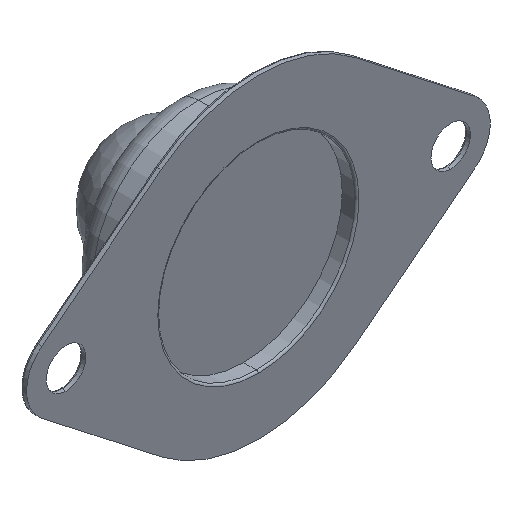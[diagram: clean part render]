
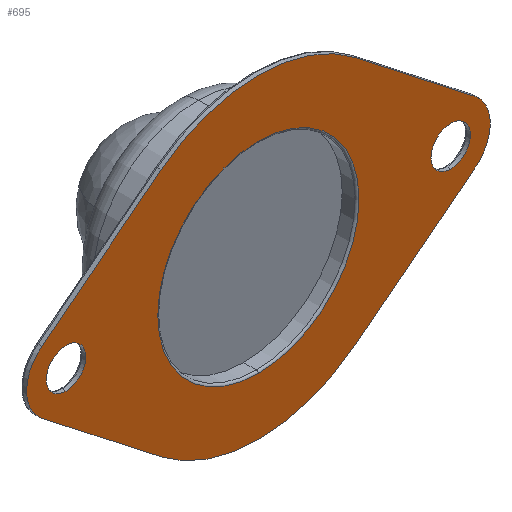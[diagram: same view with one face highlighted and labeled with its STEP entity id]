
A CAD part, isometric view. The second image highlights one B-rep face of the part: STEP entity #695.
In plain terms, the highlighted planar face has unit normal (0, -1, 0).
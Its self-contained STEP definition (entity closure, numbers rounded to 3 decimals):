
#11 = CARTESIAN_POINT ( 'NONE',  ( 19.5, 0., 2. ) ) ;
#45 = CIRCLE ( 'NONE', #673, 2. ) ;
#47 = EDGE_CURVE ( 'NONE', #755, #1300, #108, .T. ) ;
#50 = VERTEX_POINT ( 'NONE', #1334 ) ;
#51 = DIRECTION ( 'NONE',  ( 0., 1., 0. ) ) ;
#62 = CARTESIAN_POINT ( 'NONE',  ( 19.5, 0., 0. ) ) ;
#66 = CARTESIAN_POINT ( 'NONE',  ( 0., 0., -16. ) ) ;
#68 = CIRCLE ( 'NONE', #276, 16. ) ;
#84 = DIRECTION ( 'NONE',  ( 0., 0., -1. ) ) ;
#93 = VERTEX_POINT ( 'NONE', #707 ) ;
#100 = VERTEX_POINT ( 'NONE', #1245 ) ;
#105 = DIRECTION ( 'NONE',  ( 0., 0., 1. ) ) ;
#108 = LINE ( 'NONE', #1090, #1236 ) ;
#109 = DIRECTION ( 'NONE',  ( 0., 0., 1. ) ) ;
#110 = VERTEX_POINT ( 'NONE', #570 ) ;
#114 = EDGE_LOOP ( 'NONE', ( #1048, #621, #628, #1234, #965, #818, #334, #1067, #482 ) ) ;
#115 = CARTESIAN_POINT ( 'NONE',  ( -21.962, 0., 3.153 ) ) ;
#126 = DIRECTION ( 'NONE',  ( -0.788, 0., -0.615 ) ) ;
#139 = AXIS2_PLACEMENT_3D ( 'NONE', #389, #51, #1379 ) ;
#147 = CARTESIAN_POINT ( 'NONE',  ( 21.962, 0., -3.153 ) ) ;
#151 = ORIENTED_EDGE ( 'NONE', *, *, #239, .T. ) ;
#160 = PLANE ( 'NONE',  #862 ) ;
#170 = VERTEX_POINT ( 'NONE', #714 ) ;
#204 = AXIS2_PLACEMENT_3D ( 'NONE', #1069, #1372, #597 ) ;
#213 = DIRECTION ( 'NONE',  ( 0., 0., 1. ) ) ;
#237 = AXIS2_PLACEMENT_3D ( 'NONE', #62, #1043, #1070 ) ;
#239 = EDGE_CURVE ( 'NONE', #50, #952, #1033, .T. ) ;
#241 = CARTESIAN_POINT ( 'NONE',  ( -19.5, 0., 0. ) ) ;
#254 = AXIS2_PLACEMENT_3D ( 'NONE', #984, #1405, #105 ) ;
#258 = CIRCLE ( 'NONE', #1206, 4. ) ;
#267 = FACE_BOUND ( 'NONE', #1222, .T. ) ;
#276 = AXIS2_PLACEMENT_3D ( 'NONE', #353, #566, #703 ) ;
#290 = CARTESIAN_POINT ( 'NONE',  ( 0., 0., 0. ) ) ;
#303 = DIRECTION ( 'NONE',  ( 0., 1., 0. ) ) ;
#323 = DIRECTION ( 'NONE',  ( 0., 1., 0. ) ) ;
#334 = ORIENTED_EDGE ( 'NONE', *, *, #923, .F. ) ;
#353 = CARTESIAN_POINT ( 'NONE',  ( 0., 0., 0. ) ) ;
#378 = EDGE_CURVE ( 'NONE', #1300, #497, #258, .T. ) ;
#384 = DIRECTION ( 'NONE',  ( 0., 0., 1. ) ) ;
#389 = CARTESIAN_POINT ( 'NONE',  ( 0., 0., 0. ) ) ;
#393 = CIRCLE ( 'NONE', #1199, 2. ) ;
#395 = CIRCLE ( 'NONE', #1389, 10.2 ) ;
#399 = EDGE_LOOP ( 'NONE', ( #1107, #740 ) ) ;
#411 = CIRCLE ( 'NONE', #254, 10.2 ) ;
#435 = VECTOR ( 'NONE', #875, 1000. ) ;
#443 = CARTESIAN_POINT ( 'NONE',  ( -9.846, 0., -12.612 ) ) ;
#465 = EDGE_CURVE ( 'NONE', #100, #755, #732, .T. ) ;
#482 = ORIENTED_EDGE ( 'NONE', *, *, #903, .F. ) ;
#497 = VERTEX_POINT ( 'NONE', #147 ) ;
#505 = AXIS2_PLACEMENT_3D ( 'NONE', #1142, #669, #1230 ) ;
#512 = LINE ( 'NONE', #1050, #768 ) ;
#519 = EDGE_CURVE ( 'NONE', #547, #1191, #393, .T. ) ;
#529 = CARTESIAN_POINT ( 'NONE',  ( 0., 0., 0. ) ) ;
#534 = CARTESIAN_POINT ( 'NONE',  ( 19.5, 0., 0. ) ) ;
#547 = VERTEX_POINT ( 'NONE', #671 ) ;
#566 = DIRECTION ( 'NONE',  ( 0., 1., 0. ) ) ;
#569 = EDGE_CURVE ( 'NONE', #1390, #574, #512, .T. ) ;
#570 = CARTESIAN_POINT ( 'NONE',  ( 0., 0., -10.2 ) ) ;
#574 = VERTEX_POINT ( 'NONE', #1175 ) ;
#582 = VERTEX_POINT ( 'NONE', #828 ) ;
#584 = VERTEX_POINT ( 'NONE', #66 ) ;
#597 = DIRECTION ( 'NONE',  ( 0., 0., 1. ) ) ;
#605 = DIRECTION ( 'NONE',  ( 0., 1., 0. ) ) ;
#613 = EDGE_CURVE ( 'NONE', #1191, #547, #971, .T. ) ;
#621 = ORIENTED_EDGE ( 'NONE', *, *, #869, .F. ) ;
#628 = ORIENTED_EDGE ( 'NONE', *, *, #378, .F. ) ;
#642 = DIRECTION ( 'NONE',  ( 0.788, 0., -0.615 ) ) ;
#664 = CARTESIAN_POINT ( 'NONE',  ( 19.5, 0., 0. ) ) ;
#669 = DIRECTION ( 'NONE',  ( 0., 1., 0. ) ) ;
#671 = CARTESIAN_POINT ( 'NONE',  ( -19.5, 0., -2. ) ) ;
#673 = AXIS2_PLACEMENT_3D ( 'NONE', #664, #1413, #84 ) ;
#695 = ADVANCED_FACE ( 'NONE', ( #267, #948, #719, #1153 ), #160, .F. ) ;
#703 = DIRECTION ( 'NONE',  ( 0., 0., 1. ) ) ;
#707 = CARTESIAN_POINT ( 'NONE',  ( -21.962, 0., 3.153 ) ) ;
#711 = EDGE_CURVE ( 'NONE', #170, #110, #411, .T. ) ;
#714 = CARTESIAN_POINT ( 'NONE',  ( 0., 0., 10.2 ) ) ;
#719 = FACE_BOUND ( 'NONE', #399, .T. ) ;
#721 = VECTOR ( 'NONE', #126, 1000. ) ;
#732 = CIRCLE ( 'NONE', #1344, 16. ) ;
#740 = ORIENTED_EDGE ( 'NONE', *, *, #613, .T. ) ;
#755 = VERTEX_POINT ( 'NONE', #1104 ) ;
#768 = VECTOR ( 'NONE', #1160, 1000. ) ;
#818 = ORIENTED_EDGE ( 'NONE', *, *, #1238, .F. ) ;
#824 = EDGE_CURVE ( 'NONE', #952, #50, #45, .T. ) ;
#828 = CARTESIAN_POINT ( 'NONE',  ( 9.846, 0., -12.612 ) ) ;
#862 = AXIS2_PLACEMENT_3D ( 'NONE', #290, #605, #384 ) ;
#869 = EDGE_CURVE ( 'NONE', #497, #582, #1330, .T. ) ;
#875 = DIRECTION ( 'NONE',  ( 0.788, 0., 0.615 ) ) ;
#876 = ORIENTED_EDGE ( 'NONE', *, *, #824, .T. ) ;
#903 = EDGE_CURVE ( 'NONE', #584, #1390, #68, .T. ) ;
#923 = EDGE_CURVE ( 'NONE', #574, #93, #1000, .T. ) ;
#926 = ORIENTED_EDGE ( 'NONE', *, *, #711, .T. ) ;
#948 = FACE_OUTER_BOUND ( 'NONE', #114, .T. ) ;
#952 = VERTEX_POINT ( 'NONE', #11 ) ;
#965 = ORIENTED_EDGE ( 'NONE', *, *, #465, .F. ) ;
#971 = CIRCLE ( 'NONE', #204, 2. ) ;
#984 = CARTESIAN_POINT ( 'NONE',  ( 0., 0., 0. ) ) ;
#1000 = CIRCLE ( 'NONE', #505, 4. ) ;
#1026 = CARTESIAN_POINT ( 'NONE',  ( 21.962, 0., 3.153 ) ) ;
#1031 = DIRECTION ( 'NONE',  ( 0., 0., 1. ) ) ;
#1033 = CIRCLE ( 'NONE', #237, 2. ) ;
#1043 = DIRECTION ( 'NONE',  ( 0., 1., 0. ) ) ;
#1048 = ORIENTED_EDGE ( 'NONE', *, *, #1085, .F. ) ;
#1050 = CARTESIAN_POINT ( 'NONE',  ( -9.846, 0., -12.612 ) ) ;
#1054 = EDGE_LOOP ( 'NONE', ( #151, #876 ) ) ;
#1067 = ORIENTED_EDGE ( 'NONE', *, *, #569, .F. ) ;
#1069 = CARTESIAN_POINT ( 'NONE',  ( -19.5, 0., 0. ) ) ;
#1070 = DIRECTION ( 'NONE',  ( 0., 0., -1. ) ) ;
#1085 = EDGE_CURVE ( 'NONE', #582, #584, #1231, .T. ) ;
#1090 = CARTESIAN_POINT ( 'NONE',  ( 21.962, 0., 3.153 ) ) ;
#1097 = DIRECTION ( 'NONE',  ( 0., 0., -1. ) ) ;
#1104 = CARTESIAN_POINT ( 'NONE',  ( 9.846, 0., 12.612 ) ) ;
#1106 = DIRECTION ( 'NONE',  ( 0., 1., 0. ) ) ;
#1107 = ORIENTED_EDGE ( 'NONE', *, *, #519, .T. ) ;
#1128 = DIRECTION ( 'NONE',  ( 0., 1., 0. ) ) ;
#1142 = CARTESIAN_POINT ( 'NONE',  ( -19.5, 0., 0. ) ) ;
#1153 = FACE_BOUND ( 'NONE', #1054, .T. ) ;
#1160 = DIRECTION ( 'NONE',  ( -0.788, 0., 0.615 ) ) ;
#1175 = CARTESIAN_POINT ( 'NONE',  ( -21.962, 0., -3.153 ) ) ;
#1188 = EDGE_CURVE ( 'NONE', #110, #170, #395, .T. ) ;
#1191 = VERTEX_POINT ( 'NONE', #1317 ) ;
#1199 = AXIS2_PLACEMENT_3D ( 'NONE', #241, #1128, #1031 ) ;
#1206 = AXIS2_PLACEMENT_3D ( 'NONE', #534, #303, #1097 ) ;
#1222 = EDGE_LOOP ( 'NONE', ( #926, #1268 ) ) ;
#1224 = LINE ( 'NONE', #115, #435 ) ;
#1230 = DIRECTION ( 'NONE',  ( 0., 0., 1. ) ) ;
#1231 = CIRCLE ( 'NONE', #139, 16. ) ;
#1234 = ORIENTED_EDGE ( 'NONE', *, *, #47, .F. ) ;
#1236 = VECTOR ( 'NONE', #642, 1000. ) ;
#1238 = EDGE_CURVE ( 'NONE', #93, #100, #1224, .T. ) ;
#1245 = CARTESIAN_POINT ( 'NONE',  ( -9.846, 0., 12.612 ) ) ;
#1268 = ORIENTED_EDGE ( 'NONE', *, *, #1188, .T. ) ;
#1300 = VERTEX_POINT ( 'NONE', #1026 ) ;
#1315 = CARTESIAN_POINT ( 'NONE',  ( 0., 0., 0. ) ) ;
#1317 = CARTESIAN_POINT ( 'NONE',  ( -19.5, 0., 2. ) ) ;
#1330 = LINE ( 'NONE', #1338, #721 ) ;
#1334 = CARTESIAN_POINT ( 'NONE',  ( 19.5, 0., -2. ) ) ;
#1338 = CARTESIAN_POINT ( 'NONE',  ( 9.846, 0., -12.612 ) ) ;
#1344 = AXIS2_PLACEMENT_3D ( 'NONE', #1315, #1106, #213 ) ;
#1372 = DIRECTION ( 'NONE',  ( 0., 1., 0. ) ) ;
#1379 = DIRECTION ( 'NONE',  ( 0., 0., 1. ) ) ;
#1389 = AXIS2_PLACEMENT_3D ( 'NONE', #529, #323, #109 ) ;
#1390 = VERTEX_POINT ( 'NONE', #443 ) ;
#1405 = DIRECTION ( 'NONE',  ( 0., 1., 0. ) ) ;
#1413 = DIRECTION ( 'NONE',  ( 0., 1., 0. ) ) ;
